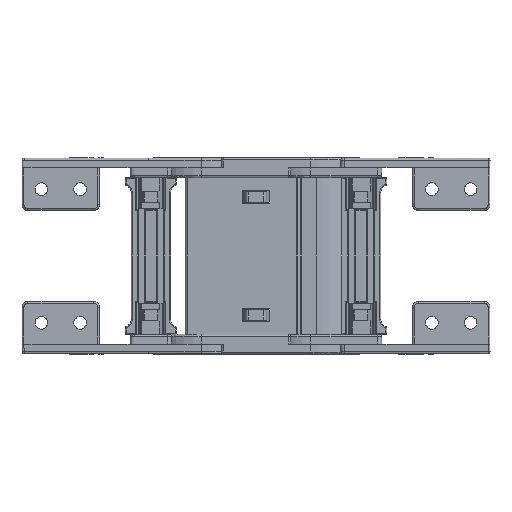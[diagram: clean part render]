
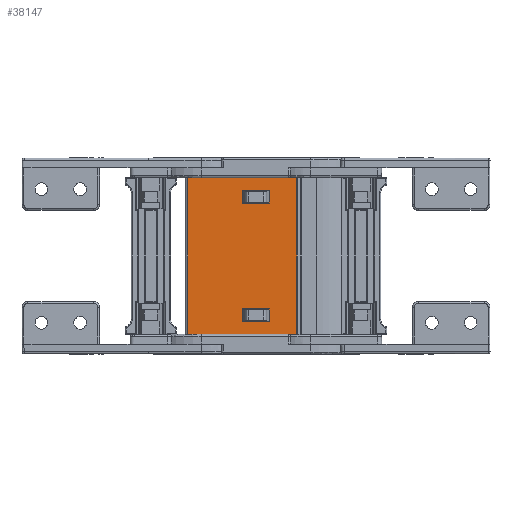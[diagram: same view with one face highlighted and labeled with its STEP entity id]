
A CAD part, front view. The second image highlights one B-rep face of the part: STEP entity #38147.
In plain terms, the highlighted planar face has unit normal (0, -1, 0).
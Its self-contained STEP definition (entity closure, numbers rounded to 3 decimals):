
#795 = VERTEX_POINT ( 'NONE', #58692 ) ;
#1892 = EDGE_CURVE ( 'NONE', #19446, #795, #9029, .T. ) ;
#3361 = CARTESIAN_POINT ( 'NONE',  ( -69.013, 71.004, 48.634 ) ) ;
#4341 = ORIENTED_EDGE ( 'NONE', *, *, #36539, .F. ) ;
#4360 = VERTEX_POINT ( 'NONE', #63335 ) ;
#4597 = ORIENTED_EDGE ( 'NONE', *, *, #34971, .T. ) ;
#4758 = VERTEX_POINT ( 'NONE', #90303 ) ;
#4904 = CARTESIAN_POINT ( 'NONE',  ( -41.033, 71.004, -19.116 ) ) ;
#5296 = LINE ( 'NONE', #10257, #93591 ) ;
#5433 = LINE ( 'NONE', #68104, #27468 ) ;
#5883 = VERTEX_POINT ( 'NONE', #18159 ) ;
#8084 = FACE_BOUND ( 'NONE', #8482, .T. ) ;
#8482 = EDGE_LOOP ( 'NONE', ( #59076, #41603, #4597, #72185 ) ) ;
#9029 = LINE ( 'NONE', #26741, #22514 ) ;
#9406 = EDGE_CURVE ( 'NONE', #81207, #4360, #86883, .T. ) ;
#10257 = CARTESIAN_POINT ( 'NONE',  ( -44.033, 71.004, 48.634 ) ) ;
#13188 = LINE ( 'NONE', #56577, #86751 ) ;
#18159 = CARTESIAN_POINT ( 'NONE',  ( -41.033, 71.004, -25.416 ) ) ;
#18962 = CARTESIAN_POINT ( 'NONE',  ( -69.013, 71.004, 189.953 ) ) ;
#19017 = DIRECTION ( 'NONE',  ( -1., 0., 0. ) ) ;
#19446 = VERTEX_POINT ( 'NONE', #62205 ) ;
#19980 = DIRECTION ( 'NONE',  ( 0., 0., -1. ) ) ;
#20340 = ORIENTED_EDGE ( 'NONE', *, *, #34332, .F. ) ;
#22236 = DIRECTION ( 'NONE',  ( 0., 0., -1. ) ) ;
#22514 = VECTOR ( 'NONE', #59566, 1000. ) ;
#22938 = ORIENTED_EDGE ( 'NONE', *, *, #9406, .F. ) ;
#23518 = CARTESIAN_POINT ( 'NONE',  ( -27.033, 71.004, 35.584 ) ) ;
#25291 = ORIENTED_EDGE ( 'NONE', *, *, #72939, .T. ) ;
#26244 = CARTESIAN_POINT ( 'NONE',  ( -44.033, 71.004, -32.166 ) ) ;
#26710 = ORIENTED_EDGE ( 'NONE', *, *, #90568, .F. ) ;
#26741 = CARTESIAN_POINT ( 'NONE',  ( -41.033, 71.004, 35.584 ) ) ;
#27468 = VECTOR ( 'NONE', #22236, 1000. ) ;
#28036 = VECTOR ( 'NONE', #19980, 1000. ) ;
#29012 = VECTOR ( 'NONE', #19017, 1000. ) ;
#29320 = CARTESIAN_POINT ( 'NONE',  ( -44.033, 71.004, 108.334 ) ) ;
#31254 = CARTESIAN_POINT ( 'NONE',  ( -41.033, 71.004, -19.116 ) ) ;
#32067 = DIRECTION ( 'NONE',  ( 0., 0., 1. ) ) ;
#32695 = CARTESIAN_POINT ( 'NONE',  ( -69.013, 71.004, -32.166 ) ) ;
#32780 = EDGE_CURVE ( 'NONE', #59438, #49808, #38074, .T. ) ;
#34268 = LINE ( 'NONE', #75763, #68526 ) ;
#34332 = EDGE_CURVE ( 'NONE', #4360, #5883, #48900, .T. ) ;
#34971 = EDGE_CURVE ( 'NONE', #795, #59438, #34268, .T. ) ;
#36125 = VECTOR ( 'NONE', #32067, 1000. ) ;
#36539 = EDGE_CURVE ( 'NONE', #5883, #4758, #41416, .T. ) ;
#37408 = DIRECTION ( 'NONE',  ( 1., 0., 0. ) ) ;
#37465 = FACE_BOUND ( 'NONE', #45889, .T. ) ;
#38074 = LINE ( 'NONE', #23518, #52719 ) ;
#38147 = ADVANCED_FACE ( 'NONE', ( #38773, #8084, #37465 ), #44037, .F. ) ;
#38685 = DIRECTION ( 'NONE',  ( 1., 0., 0. ) ) ;
#38773 = FACE_OUTER_BOUND ( 'NONE', #61986, .T. ) ;
#40631 = ORIENTED_EDGE ( 'NONE', *, *, #48177, .T. ) ;
#41416 = LINE ( 'NONE', #55451, #101449 ) ;
#41603 = ORIENTED_EDGE ( 'NONE', *, *, #1892, .T. ) ;
#44037 = PLANE ( 'NONE',  #71116 ) ;
#45889 = EDGE_LOOP ( 'NONE', ( #22938, #26710, #4341, #20340 ) ) ;
#46135 = LINE ( 'NONE', #18962, #59565 ) ;
#46652 = DIRECTION ( 'NONE',  ( -1., 0., 0. ) ) ;
#47471 = VECTOR ( 'NONE', #46652, 1000. ) ;
#48144 = CARTESIAN_POINT ( 'NONE',  ( -27.033, 71.004, -19.116 ) ) ;
#48177 = EDGE_CURVE ( 'NONE', #68839, #50498, #5296, .T. ) ;
#48900 = LINE ( 'NONE', #4904, #28036 ) ;
#49628 = VERTEX_POINT ( 'NONE', #93578 ) ;
#49808 = VERTEX_POINT ( 'NONE', #68433 ) ;
#50032 = CARTESIAN_POINT ( 'NONE',  ( -27.033, 71.004, 41.884 ) ) ;
#50498 = VERTEX_POINT ( 'NONE', #3361 ) ;
#52719 = VECTOR ( 'NONE', #86178, 1000. ) ;
#55451 = CARTESIAN_POINT ( 'NONE',  ( -41.033, 71.004, -25.416 ) ) ;
#56577 = CARTESIAN_POINT ( 'NONE',  ( -41.033, 71.004, 35.584 ) ) ;
#58174 = EDGE_CURVE ( 'NONE', #68839, #49628, #5433, .T. ) ;
#58687 = DIRECTION ( 'NONE',  ( 0., 0., -1. ) ) ;
#58692 = CARTESIAN_POINT ( 'NONE',  ( -41.033, 71.004, 41.884 ) ) ;
#59076 = ORIENTED_EDGE ( 'NONE', *, *, #86618, .T. ) ;
#59438 = VERTEX_POINT ( 'NONE', #50032 ) ;
#59565 = VECTOR ( 'NONE', #58687, 1000. ) ;
#59566 = DIRECTION ( 'NONE',  ( 0., 0., 1. ) ) ;
#60736 = ORIENTED_EDGE ( 'NONE', *, *, #91370, .F. ) ;
#61388 = ORIENTED_EDGE ( 'NONE', *, *, #58174, .F. ) ;
#61986 = EDGE_LOOP ( 'NONE', ( #25291, #60736, #61388, #40631 ) ) ;
#62205 = CARTESIAN_POINT ( 'NONE',  ( -41.033, 71.004, 35.584 ) ) ;
#63335 = CARTESIAN_POINT ( 'NONE',  ( -41.033, 71.004, -19.116 ) ) ;
#68104 = CARTESIAN_POINT ( 'NONE',  ( -12.813, 71.004, 189.953 ) ) ;
#68433 = CARTESIAN_POINT ( 'NONE',  ( -27.033, 71.004, 35.584 ) ) ;
#68526 = VECTOR ( 'NONE', #37408, 1000. ) ;
#68646 = DIRECTION ( 'NONE',  ( 0., 1., 0. ) ) ;
#68839 = VERTEX_POINT ( 'NONE', #87323 ) ;
#71116 = AXIS2_PLACEMENT_3D ( 'NONE', #29320, #68646, #99544 ) ;
#72185 = ORIENTED_EDGE ( 'NONE', *, *, #32780, .T. ) ;
#72920 = DIRECTION ( 'NONE',  ( -1., 0., 0. ) ) ;
#72939 = EDGE_CURVE ( 'NONE', #50498, #87098, #46135, .T. ) ;
#75763 = CARTESIAN_POINT ( 'NONE',  ( -41.033, 71.004, 41.884 ) ) ;
#81207 = VERTEX_POINT ( 'NONE', #89811 ) ;
#86178 = DIRECTION ( 'NONE',  ( 0., 0., -1. ) ) ;
#86618 = EDGE_CURVE ( 'NONE', #49808, #19446, #13188, .T. ) ;
#86751 = VECTOR ( 'NONE', #96297, 1000. ) ;
#86883 = LINE ( 'NONE', #31254, #47471 ) ;
#87098 = VERTEX_POINT ( 'NONE', #32695 ) ;
#87323 = CARTESIAN_POINT ( 'NONE',  ( -12.813, 71.004, 48.634 ) ) ;
#89811 = CARTESIAN_POINT ( 'NONE',  ( -27.033, 71.004, -19.116 ) ) ;
#90303 = CARTESIAN_POINT ( 'NONE',  ( -27.033, 71.004, -25.416 ) ) ;
#90568 = EDGE_CURVE ( 'NONE', #4758, #81207, #97379, .T. ) ;
#91370 = EDGE_CURVE ( 'NONE', #49628, #87098, #95166, .T. ) ;
#93578 = CARTESIAN_POINT ( 'NONE',  ( -12.813, 71.004, -32.166 ) ) ;
#93591 = VECTOR ( 'NONE', #72920, 1000. ) ;
#95166 = LINE ( 'NONE', #26244, #29012 ) ;
#96297 = DIRECTION ( 'NONE',  ( -1., 0., 0. ) ) ;
#97379 = LINE ( 'NONE', #48144, #36125 ) ;
#99544 = DIRECTION ( 'NONE',  ( 0., 0., -1. ) ) ;
#101449 = VECTOR ( 'NONE', #38685, 1000. ) ;
